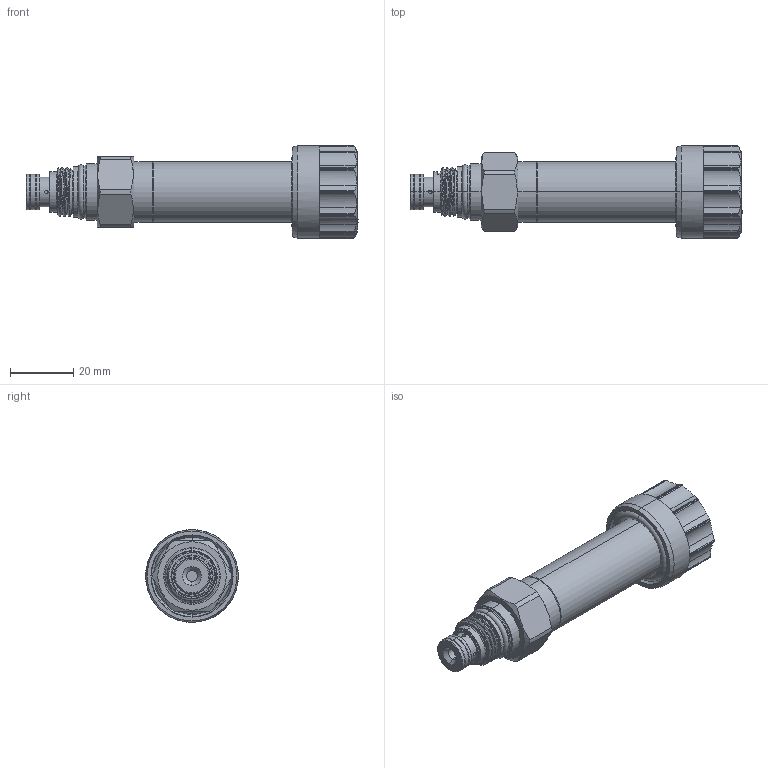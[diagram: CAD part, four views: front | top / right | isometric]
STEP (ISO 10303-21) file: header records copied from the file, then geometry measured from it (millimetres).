
FILE_DESCRIPTION (( 'STEP AP203' ), '1' );
FILE_NAME ('PRB8A2D-N.STEP', '2016-07-27T06:24:54', ( '' ), ( '' ), 'SwSTEP 2.0', 'SolidWorks 2012', '' );
FILE_SCHEMA (( 'CONFIG_CONTROL_DESIGN' ));
Length unit declared in the file: millimetre
Products named in the file (1): PRB8A2D-N
Bounding box: 104.72 x 29.2 x 29.2 mm (x, y, z)
Volume: 34033.3 mm3; surface area: 14103.8 mm2
Topology: 5 solids, 6 shells, 346 faces, 859 edges, 550 vertices
Faces by surface type: cylinder 145, plane 118, cone 51, torus 15, bspline 15, sphere 2
Entity records: 13559 total; most frequent: CARTESIAN_POINT 5423, ORIENTED_EDGE 1718, DIRECTION 1641, EDGE_CURVE 859, AXIS2_PLACEMENT_3D 619, VERTEX_POINT 550, VECTOR 403, LINE 403
